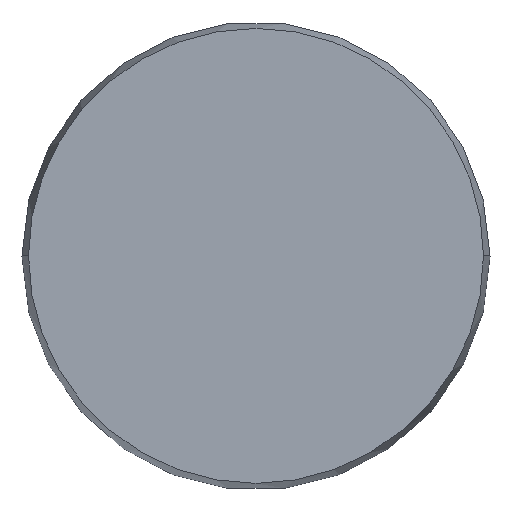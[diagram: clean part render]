
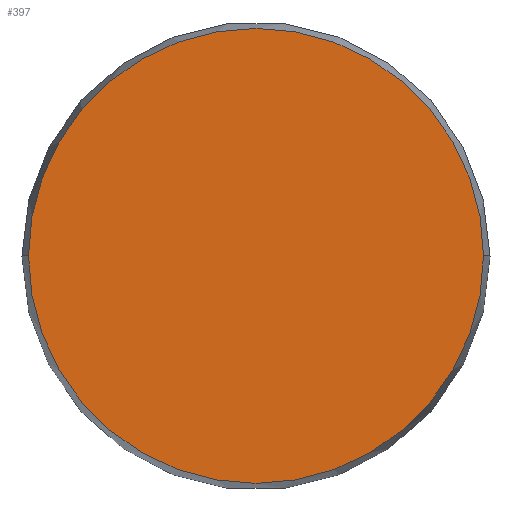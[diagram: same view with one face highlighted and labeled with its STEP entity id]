
A CAD part, top view. The second image highlights one B-rep face of the part: STEP entity #397.
In plain terms, the highlighted planar face has unit normal (0, 0, 1).
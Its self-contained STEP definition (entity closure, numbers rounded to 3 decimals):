
#14 = DIRECTION ( 'NONE',  ( -1., 0., 0. ) ) ;
#26 = AXIS2_PLACEMENT_3D ( 'NONE', #161, #450, #220 ) ;
#36 = DIRECTION ( 'NONE',  ( -1., 0., 0. ) ) ;
#101 = ORIENTED_EDGE ( 'NONE', *, *, #384, .F. ) ;
#110 = VERTEX_POINT ( 'NONE', #309 ) ;
#123 = CARTESIAN_POINT ( 'NONE',  ( 0., 0., 0. ) ) ;
#141 = FACE_OUTER_BOUND ( 'NONE', #386, .T. ) ;
#152 = CARTESIAN_POINT ( 'NONE',  ( -5.328, 0., 0. ) ) ;
#161 = CARTESIAN_POINT ( 'NONE',  ( 5.328, 0., 0. ) ) ;
#183 = CARTESIAN_POINT ( 'NONE',  ( 0., 0., 0. ) ) ;
#192 = PLANE ( 'NONE',  #26 ) ;
#204 = AXIS2_PLACEMENT_3D ( 'NONE', #183, #247, #36 ) ;
#219 = CIRCLE ( 'NONE', #381, 5.328 ) ;
#220 = DIRECTION ( 'NONE',  ( 1., 0., 0. ) ) ;
#247 = DIRECTION ( 'NONE',  ( 0., 0., -1. ) ) ;
#302 = ORIENTED_EDGE ( 'NONE', *, *, #314, .F. ) ;
#309 = CARTESIAN_POINT ( 'NONE',  ( 5.328, 0., 0. ) ) ;
#314 = EDGE_CURVE ( 'NONE', #110, #351, #429, .T. ) ;
#351 = VERTEX_POINT ( 'NONE', #152 ) ;
#374 = DIRECTION ( 'NONE',  ( 0., 0., -1. ) ) ;
#381 = AXIS2_PLACEMENT_3D ( 'NONE', #123, #374, #14 ) ;
#384 = EDGE_CURVE ( 'NONE', #351, #110, #219, .T. ) ;
#386 = EDGE_LOOP ( 'NONE', ( #101, #302 ) ) ;
#397 = ADVANCED_FACE ( 'NONE', ( #141 ), #192, .T. ) ;
#429 = CIRCLE ( 'NONE', #204, 5.328 ) ;
#450 = DIRECTION ( 'NONE',  ( 0., 0., 1. ) ) ;
